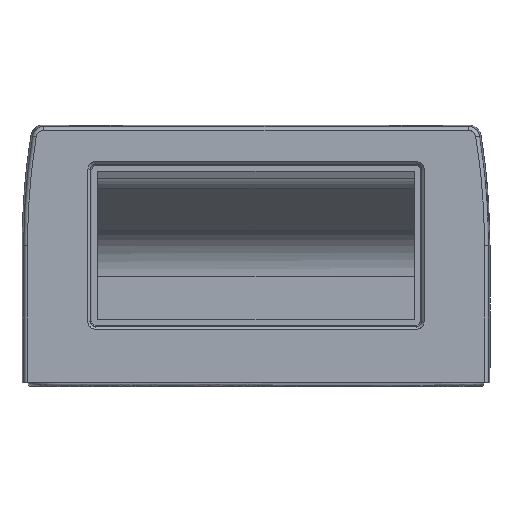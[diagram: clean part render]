
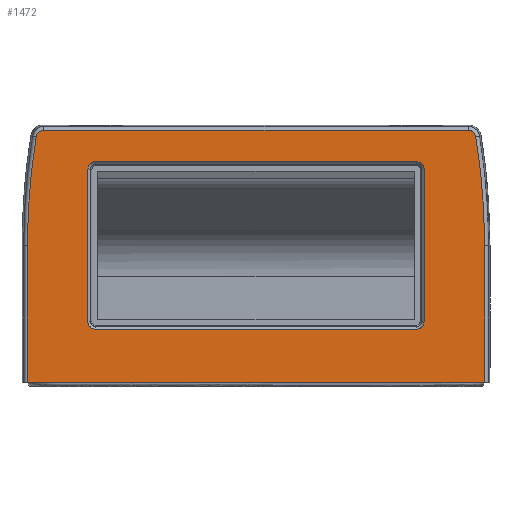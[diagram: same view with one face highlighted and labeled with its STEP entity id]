
A CAD part, top view. The second image highlights one B-rep face of the part: STEP entity #1472.
In plain terms, the highlighted planar face has unit normal (0, 0, 1).
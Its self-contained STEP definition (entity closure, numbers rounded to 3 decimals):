
#967=B_SPLINE_CURVE_WITH_KNOTS('',3,(#16047,#16048,#16049,#16050,#16051,
#16052,#16053,#16054,#16055,#16056,#16057,#16058,#16059,#16060,#16061,#16062),
 .UNSPECIFIED.,.F.,.F.,(4,3,3,3,3,4),(0.,0.041,0.281,
0.52,0.76,1.),.UNSPECIFIED.);
#968=B_SPLINE_CURVE_WITH_KNOTS('',3,(#16066,#16067,#16068,#16069,#16070,
#16071,#16072,#16073,#16074,#16075,#16076,#16077,#16078,#16079,#16080,#16081),
 .UNSPECIFIED.,.F.,.F.,(4,3,3,3,3,4),(0.,0.041,0.281,
0.521,0.76,1.),.UNSPECIFIED.);
#969=B_SPLINE_CURVE_WITH_KNOTS('',3,(#16086,#16087,#16088,#16089),
 .UNSPECIFIED.,.F.,.F.,(4,4),(0.,1.),.UNSPECIFIED.);
#970=B_SPLINE_CURVE_WITH_KNOTS('',3,(#16094,#16095,#16096,#16097,#16098,
#16099),.UNSPECIFIED.,.F.,.F.,(4,2,4),(0.,0.5,1.),.UNSPECIFIED.);
#971=B_SPLINE_CURVE_WITH_KNOTS('',3,(#16103,#16104,#16105,#16106,#16107,
#16108),.UNSPECIFIED.,.F.,.F.,(4,2,4),(0.,0.5,1.),.UNSPECIFIED.);
#972=B_SPLINE_CURVE_WITH_KNOTS('',3,(#16112,#16113,#16114,#16115,#16116,
#16117),.UNSPECIFIED.,.F.,.F.,(4,2,4),(0.,0.5,1.),.UNSPECIFIED.);
#1472=ADVANCED_FACE('',(#3401,#3402),#1858,.T.);
#1858=PLANE('',#8840);
#2009=CIRCLE('',#8838,178.175);
#2010=CIRCLE('',#8839,178.675);
#2172=LINE('',#11431,#2767);
#2513=LINE('',#16043,#3108);
#2514=LINE('',#16064,#3109);
#2515=LINE('',#16085,#3110);
#2516=LINE('',#16092,#3111);
#2517=LINE('',#16101,#3112);
#2518=LINE('',#16110,#3113);
#2519=LINE('',#16119,#3114);
#2767=VECTOR('',#9257,1.);
#3108=VECTOR('',#10258,1.);
#3109=VECTOR('',#10261,1.);
#3110=VECTOR('',#10264,1.);
#3111=VECTOR('',#10265,1.);
#3112=VECTOR('',#10266,1.);
#3113=VECTOR('',#10267,1.);
#3114=VECTOR('',#10268,1.);
#3401=FACE_BOUND('',#3653,.T.);
#3402=FACE_BOUND('',#3654,.T.);
#3653=EDGE_LOOP('',(#5117,#5118,#5119,#5120,#5121,#5122,#5123,#5124));
#3654=EDGE_LOOP('',(#5125,#5126,#5127,#5128,#5129,#5130,#5131,#5132));
#5117=ORIENTED_EDGE('',*,*,#7246,.T.);
#5118=ORIENTED_EDGE('',*,*,#7860,.T.);
#5119=ORIENTED_EDGE('',*,*,#7861,.T.);
#5120=ORIENTED_EDGE('',*,*,#7862,.T.);
#5121=ORIENTED_EDGE('',*,*,#7863,.T.);
#5122=ORIENTED_EDGE('',*,*,#7864,.T.);
#5123=ORIENTED_EDGE('',*,*,#7865,.T.);
#5124=ORIENTED_EDGE('',*,*,#7866,.T.);
#5125=ORIENTED_EDGE('',*,*,#7867,.T.);
#5126=ORIENTED_EDGE('',*,*,#7868,.T.);
#5127=ORIENTED_EDGE('',*,*,#7869,.T.);
#5128=ORIENTED_EDGE('',*,*,#7870,.T.);
#5129=ORIENTED_EDGE('',*,*,#7871,.T.);
#5130=ORIENTED_EDGE('',*,*,#7872,.T.);
#5131=ORIENTED_EDGE('',*,*,#7873,.T.);
#5132=ORIENTED_EDGE('',*,*,#7874,.T.);
#6458=VERTEX_POINT('',#11430);
#6459=VERTEX_POINT('',#11432);
#6859=VERTEX_POINT('',#16044);
#6860=VERTEX_POINT('',#16046);
#6861=VERTEX_POINT('',#16063);
#6862=VERTEX_POINT('',#16065);
#6863=VERTEX_POINT('',#16082);
#6864=VERTEX_POINT('',#16084);
#6865=VERTEX_POINT('',#16090);
#6866=VERTEX_POINT('',#16091);
#6867=VERTEX_POINT('',#16093);
#6868=VERTEX_POINT('',#16100);
#6869=VERTEX_POINT('',#16102);
#6870=VERTEX_POINT('',#16109);
#6871=VERTEX_POINT('',#16111);
#6872=VERTEX_POINT('',#16118);
#7246=EDGE_CURVE('',#6459,#6458,#2172,.T.);
#7860=EDGE_CURVE('',#6458,#6859,#2513,.T.);
#7861=EDGE_CURVE('',#6859,#6860,#2009,.T.);
#7862=EDGE_CURVE('',#6860,#6861,#967,.T.);
#7863=EDGE_CURVE('',#6861,#6862,#2514,.T.);
#7864=EDGE_CURVE('',#6862,#6863,#968,.T.);
#7865=EDGE_CURVE('',#6863,#6864,#2010,.T.);
#7866=EDGE_CURVE('',#6864,#6459,#2515,.T.);
#7867=EDGE_CURVE('',#6865,#6866,#969,.T.);
#7868=EDGE_CURVE('',#6866,#6867,#2516,.T.);
#7869=EDGE_CURVE('',#6867,#6868,#970,.T.);
#7870=EDGE_CURVE('',#6868,#6869,#2517,.T.);
#7871=EDGE_CURVE('',#6869,#6870,#971,.T.);
#7872=EDGE_CURVE('',#6870,#6871,#2518,.T.);
#7873=EDGE_CURVE('',#6871,#6872,#972,.T.);
#7874=EDGE_CURVE('',#6872,#6865,#2519,.T.);
#8838=AXIS2_PLACEMENT_3D('',#16045,#10259,#10260);
#8839=AXIS2_PLACEMENT_3D('',#16083,#10262,#10263);
#8840=AXIS2_PLACEMENT_3D('',#16120,#10269,#10270);
#9257=DIRECTION('',(1.,0.,0.));
#10258=DIRECTION('',(0.,1.,0.));
#10259=DIRECTION('',(0.,0.,1.));
#10260=DIRECTION('',(1.,0.,0.));
#10261=DIRECTION('',(-1.,0.,0.));
#10262=DIRECTION('',(0.,0.,1.));
#10263=DIRECTION('',(1.,0.,0.));
#10264=DIRECTION('',(0.,-1.,0.));
#10265=DIRECTION('',(0.,1.,0.));
#10266=DIRECTION('',(1.,0.,0.));
#10267=DIRECTION('',(0.,-1.,0.));
#10268=DIRECTION('',(-1.,0.,0.));
#10269=DIRECTION('',(0.,0.,1.));
#10270=DIRECTION('',(1.,0.,0.));
#11430=CARTESIAN_POINT('',(38.425,-36.5,19.6));
#11431=CARTESIAN_POINT('',(-22.5,-36.5,19.6));
#11432=CARTESIAN_POINT('',(-83.425,-36.5,19.6));
#16043=CARTESIAN_POINT('',(38.425,0.,19.6));
#16044=CARTESIAN_POINT('',(38.425,0.,19.6));
#16045=CARTESIAN_POINT('',(-139.75,0.,19.6));
#16046=CARTESIAN_POINT('',(36.049,29.001,19.6));
#16047=CARTESIAN_POINT('',(36.049,29.001,19.6));
#16048=CARTESIAN_POINT('',(36.043,29.039,19.6));
#16049=CARTESIAN_POINT('',(36.035,29.077,19.6));
#16050=CARTESIAN_POINT('',(36.027,29.115,19.6));
#16051=CARTESIAN_POINT('',(35.978,29.333,19.6));
#16052=CARTESIAN_POINT('',(35.89,29.546,19.6));
#16053=CARTESIAN_POINT('',(35.772,29.735,19.6));
#16054=CARTESIAN_POINT('',(35.653,29.925,19.6));
#16055=CARTESIAN_POINT('',(35.5,30.097,19.6));
#16056=CARTESIAN_POINT('',(35.325,30.237,19.6));
#16057=CARTESIAN_POINT('',(35.151,30.377,19.6));
#16058=CARTESIAN_POINT('',(34.949,30.488,19.6));
#16059=CARTESIAN_POINT('',(34.738,30.562,19.6));
#16060=CARTESIAN_POINT('',(34.527,30.637,19.6));
#16061=CARTESIAN_POINT('',(34.3,30.675,19.6));
#16062=CARTESIAN_POINT('',(34.076,30.675,19.6));
#16063=CARTESIAN_POINT('',(34.076,30.675,19.6));
#16064=CARTESIAN_POINT('',(-79.068,30.675,19.6));
#16065=CARTESIAN_POINT('',(-79.083,30.675,19.6));
#16066=CARTESIAN_POINT('',(-79.083,30.675,19.6));
#16067=CARTESIAN_POINT('',(-79.122,30.675,19.6));
#16068=CARTESIAN_POINT('',(-79.161,30.674,19.6));
#16069=CARTESIAN_POINT('',(-79.199,30.672,19.6));
#16070=CARTESIAN_POINT('',(-79.423,30.659,19.6));
#16071=CARTESIAN_POINT('',(-79.647,30.607,19.6));
#16072=CARTESIAN_POINT('',(-79.854,30.521,19.6));
#16073=CARTESIAN_POINT('',(-80.06,30.434,19.6));
#16074=CARTESIAN_POINT('',(-80.255,30.311,19.6));
#16075=CARTESIAN_POINT('',(-80.421,30.162,19.6));
#16076=CARTESIAN_POINT('',(-80.587,30.012,19.6));
#16077=CARTESIAN_POINT('',(-80.73,29.831,19.6));
#16078=CARTESIAN_POINT('',(-80.837,29.635,19.6));
#16079=CARTESIAN_POINT('',(-80.945,29.439,19.6));
#16080=CARTESIAN_POINT('',(-81.02,29.221,19.6));
#16081=CARTESIAN_POINT('',(-81.056,29.,19.6));
#16082=CARTESIAN_POINT('',(-81.056,29.,19.6));
#16083=CARTESIAN_POINT('',(95.25,0.,19.6));
#16084=CARTESIAN_POINT('',(-83.425,0.,19.6));
#16085=CARTESIAN_POINT('',(-83.425,-36.5,19.6));
#16086=CARTESIAN_POINT('',(-65.307,-22.29,19.6));
#16087=CARTESIAN_POINT('',(-66.405,-22.29,19.6));
#16088=CARTESIAN_POINT('',(-67.29,-21.36,19.6));
#16089=CARTESIAN_POINT('',(-67.29,-20.307,19.6));
#16090=CARTESIAN_POINT('',(-65.307,-22.29,19.6));
#16091=CARTESIAN_POINT('',(-67.29,-20.307,19.6));
#16092=CARTESIAN_POINT('',(-67.29,0.,19.6));
#16093=CARTESIAN_POINT('',(-67.29,20.307,19.6));
#16094=CARTESIAN_POINT('',(-67.29,20.307,19.6));
#16095=CARTESIAN_POINT('',(-67.29,20.78,19.6));
#16096=CARTESIAN_POINT('',(-67.089,21.34,19.6));
#16097=CARTESIAN_POINT('',(-66.335,22.092,19.6));
#16098=CARTESIAN_POINT('',(-65.838,22.29,19.6));
#16099=CARTESIAN_POINT('',(-65.307,22.29,19.6));
#16100=CARTESIAN_POINT('',(-65.307,22.29,19.6));
#16101=CARTESIAN_POINT('',(0.,22.29,19.6));
#16102=CARTESIAN_POINT('',(20.307,22.29,19.6));
#16103=CARTESIAN_POINT('',(20.307,22.29,19.6));
#16104=CARTESIAN_POINT('',(20.78,22.29,19.6));
#16105=CARTESIAN_POINT('',(21.34,22.089,19.6));
#16106=CARTESIAN_POINT('',(22.092,21.335,19.6));
#16107=CARTESIAN_POINT('',(22.29,20.838,19.6));
#16108=CARTESIAN_POINT('',(22.29,20.307,19.6));
#16109=CARTESIAN_POINT('',(22.29,20.307,19.6));
#16110=CARTESIAN_POINT('',(22.29,0.,19.6));
#16111=CARTESIAN_POINT('',(22.29,-20.307,19.6));
#16112=CARTESIAN_POINT('',(22.29,-20.307,19.6));
#16113=CARTESIAN_POINT('',(22.29,-20.78,19.6));
#16114=CARTESIAN_POINT('',(22.089,-21.34,19.6));
#16115=CARTESIAN_POINT('',(21.335,-22.092,19.6));
#16116=CARTESIAN_POINT('',(20.838,-22.29,19.6));
#16117=CARTESIAN_POINT('',(20.307,-22.29,19.6));
#16118=CARTESIAN_POINT('',(20.307,-22.29,19.6));
#16119=CARTESIAN_POINT('',(0.,-22.29,19.6));
#16120=CARTESIAN_POINT('',(0.,0.,19.6));
